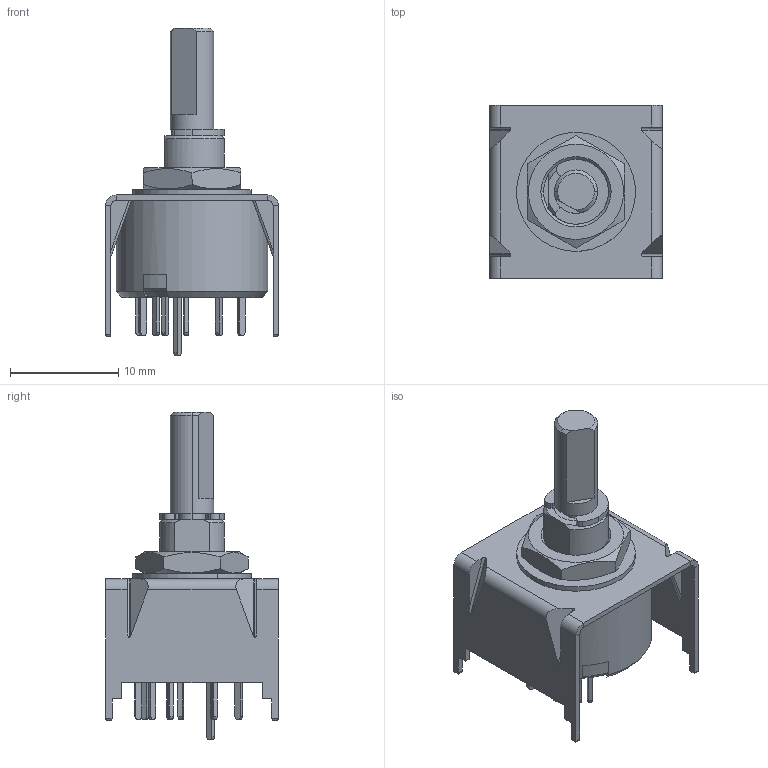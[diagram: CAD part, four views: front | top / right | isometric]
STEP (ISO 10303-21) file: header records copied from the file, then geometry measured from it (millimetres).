
FILE_DESCRIPTION (( 'STEP AP203' ), '1' );
FILE_NAME ('7ﾏ1ﾍ 33-0.STEP', '2020-02-18T03:24:16', ( '' ), ( '' ), 'SwSTEP 2.0', 'SolidWorks 2017', '' );
FILE_SCHEMA (( 'CONFIG_CONTROL_DESIGN' ));
Length unit declared in the file: millimetre
Products named in the file (22): 7ﾏ1ﾍ 33-0; ÌÏÍ3 10Ï âûâîä-oa7; 匀棠.754175.002 暑朦鲱 箫腩蝽栩咫铄; 扻錪犩 諘瀁謺鍷; ÌÏÍ3 ðîòîð 4Í; ÔÈÌÄ-Ý.18.27 Óçåë ôèêñàöèè; 扻豵鵨; ﾔﾈﾌﾄ-ﾝ.18.34 ﾂ琿_33; ÔÈÌÄ.758491.005 Øàéáà-ïðîêëàäêà; ÌÏÍ3 Ïðóæèíêà Ô ïðÿìàÿ; ﾔﾈﾌﾄ.745328.001 ﾊ煇鳫; ÌÏÍ3 10Ï îñíîâàíèå; ÌÏÍ3 Êîíòàêò íà 180; Ãàéêà Ì6; Øàéáà êîíòð. Ì6; �����_7�1�
Assembly tree (20 placements, depth 3):
  7ﾏ1ﾍ 33-0
    ÔÈÌÄ-Ý.18.27 Óçåë ôèêñàöèè
      扻豵鵨
      扻錪犩 諘瀁謺鍷
      匀棠.754175.002 暑朦鲱 箫腩蝽栩咫铄  x2
    �����_7�1�
      ÌÏÍ3 Êîíòàêò íà 180
      ÌÏÍ3 10Ï âûâîä-oa7
      ÌÏÍ3 10Ï îñíîâàíèå
      ÌÏÍ3 10Ï âûâîä-oa7
      ÌÏÍ3 10Ï âûâîä-oa7
      ÌÏÍ3 10Ï âûâîä-oa7
      ÌÏÍ3 10Ï âûâîä-oa7
      ÌÏÍ3 10Ï âûâîä-oa7
      ÌÏÍ3 10Ï âûâîä-oa7
    ﾔﾈﾌﾄ-ﾝ.18.34 ﾂ琿_33
    ﾔﾈﾌﾄ.745328.001 ﾊ煇鳫
    ÔÈÌÄ.758491.005 Øàéáà-ïðîêëàäêà
    Øàéáà êîíòð. Ì6
    Ãàéêà Ì6
  ÌÏÍ3 ðîòîð 4Í
  ÌÏÍ3 Ïðóæèíêà Ô ïðÿìàÿ
Bounding box: 16 x 16 x 30.35 mm (x, y, z)
Volume: 1160.2 mm3; surface area: 3764.9 mm2
Topology: 18 solids, 18 shells, 435 faces, 1045 edges, 666 vertices
Faces by surface type: plane 230, cylinder 127, bspline 50, cone 28
Entity records: 15717 total; most frequent: CARTESIAN_POINT 3683, ORIENTED_EDGE 2074, DIRECTION 1903, EDGE_CURVE 1037, VERTEX_POINT 662, LINE 651, VECTOR 651, AXIS2_PLACEMENT_3D 626
